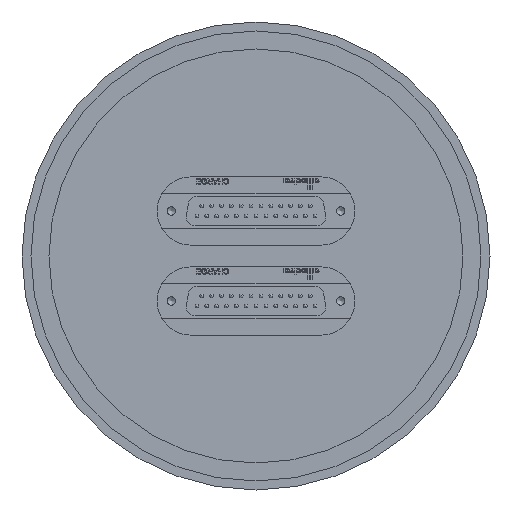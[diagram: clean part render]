
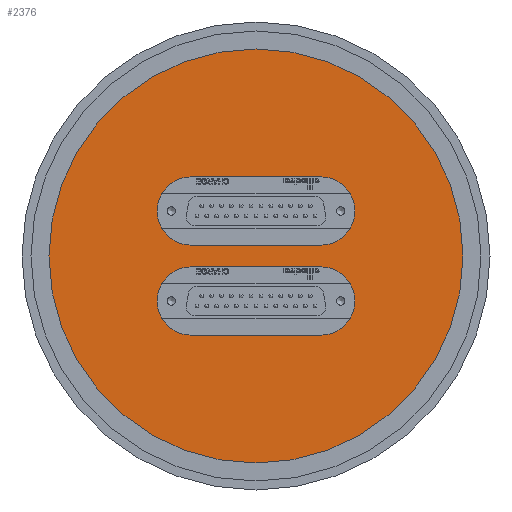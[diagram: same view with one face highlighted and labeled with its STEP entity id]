
A CAD part, front view. The second image highlights one B-rep face of the part: STEP entity #2376.
In plain terms, the highlighted planar face has unit normal (0, -1, 0).
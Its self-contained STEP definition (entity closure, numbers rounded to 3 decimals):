
#138 = DIRECTION ( 'NONE',  ( 1., 0., 0. ) ) ;
#352 = DIRECTION ( 'NONE',  ( 1., 0., 0. ) ) ;
#456 = AXIS2_PLACEMENT_3D ( 'NONE', #3446, #4267, #11956 ) ;
#470 = ORIENTED_EDGE ( 'NONE', *, *, #6471, .T. ) ;
#519 = LINE ( 'NONE', #6125, #980 ) ;
#611 = EDGE_LOOP ( 'NONE', ( #10934, #5321 ) ) ;
#614 = ORIENTED_EDGE ( 'NONE', *, *, #10584, .T. ) ;
#650 = DIRECTION ( 'NONE',  ( 0., -1., 0. ) ) ;
#874 = EDGE_CURVE ( 'NONE', #7728, #3813, #8385, .T. ) ;
#945 = CARTESIAN_POINT ( 'NONE',  ( -18., -12., -3. ) ) ;
#959 = EDGE_CURVE ( 'NONE', #1646, #2083, #2529, .T. ) ;
#980 = VECTOR ( 'NONE', #8092, 1000. ) ;
#1081 = EDGE_CURVE ( 'NONE', #7028, #7728, #7760, .T. ) ;
#1184 = CARTESIAN_POINT ( 'NONE',  ( 18., -12., 22. ) ) ;
#1338 = CARTESIAN_POINT ( 'NONE',  ( 0., -12., 0. ) ) ;
#1646 = VERTEX_POINT ( 'NONE', #6703 ) ;
#1811 = CIRCLE ( 'NONE', #9458, 57.5 ) ;
#1888 = EDGE_CURVE ( 'NONE', #2083, #7611, #2385, .T. ) ;
#1945 = DIRECTION ( 'NONE',  ( 0., 0., 1. ) ) ;
#2038 = CIRCLE ( 'NONE', #456, 57.5 ) ;
#2083 = VERTEX_POINT ( 'NONE', #12122 ) ;
#2284 = DIRECTION ( 'NONE',  ( 0., 0., -1. ) ) ;
#2376 = ADVANCED_FACE ( 'NONE', ( #3293, #10038, #6265 ), #9031, .T. ) ;
#2385 = LINE ( 'NONE', #6170, #12048 ) ;
#2529 = CIRCLE ( 'NONE', #9581, 9.5 ) ;
#2872 = VERTEX_POINT ( 'NONE', #945 ) ;
#3174 = DIRECTION ( 'NONE',  ( 0., 0., -1. ) ) ;
#3293 = FACE_BOUND ( 'NONE', #5377, .T. ) ;
#3390 = DIRECTION ( 'NONE',  ( 0., 1., 0. ) ) ;
#3446 = CARTESIAN_POINT ( 'NONE',  ( 0., -12., 0. ) ) ;
#3710 = CARTESIAN_POINT ( 'NONE',  ( -18., -12., 22. ) ) ;
#3813 = VERTEX_POINT ( 'NONE', #5841 ) ;
#3850 = ORIENTED_EDGE ( 'NONE', *, *, #9460, .T. ) ;
#4190 = CARTESIAN_POINT ( 'NONE',  ( -18., -12., -12.5 ) ) ;
#4216 = EDGE_CURVE ( 'NONE', #2872, #1646, #4290, .T. ) ;
#4267 = DIRECTION ( 'NONE',  ( 0., -1., 0. ) ) ;
#4290 = LINE ( 'NONE', #5293, #6363 ) ;
#4298 = DIRECTION ( 'NONE',  ( 0., -1., 0. ) ) ;
#4759 = ORIENTED_EDGE ( 'NONE', *, *, #1888, .T. ) ;
#5127 = VECTOR ( 'NONE', #138, 1000. ) ;
#5229 = EDGE_LOOP ( 'NONE', ( #3850, #8166, #6723, #4759 ) ) ;
#5293 = CARTESIAN_POINT ( 'NONE',  ( -18., -12., -3. ) ) ;
#5311 = DIRECTION ( 'NONE',  ( 0., 1., 0. ) ) ;
#5321 = ORIENTED_EDGE ( 'NONE', *, *, #9993, .T. ) ;
#5377 = EDGE_LOOP ( 'NONE', ( #614, #9684, #10073, #470 ) ) ;
#5796 = CARTESIAN_POINT ( 'NONE',  ( 18., -12., 12.5 ) ) ;
#5841 = CARTESIAN_POINT ( 'NONE',  ( 18., -12., 3. ) ) ;
#6125 = CARTESIAN_POINT ( 'NONE',  ( -18., -12., 3. ) ) ;
#6170 = CARTESIAN_POINT ( 'NONE',  ( -18., -12., -22. ) ) ;
#6265 = FACE_OUTER_BOUND ( 'NONE', #611, .T. ) ;
#6363 = VECTOR ( 'NONE', #352, 1000. ) ;
#6471 = EDGE_CURVE ( 'NONE', #3813, #11106, #519, .T. ) ;
#6671 = VERTEX_POINT ( 'NONE', #8517 ) ;
#6703 = CARTESIAN_POINT ( 'NONE',  ( 18., -12., -3. ) ) ;
#6723 = ORIENTED_EDGE ( 'NONE', *, *, #959, .T. ) ;
#6755 = DIRECTION ( 'NONE',  ( 0., 1., 0. ) ) ;
#6903 = CIRCLE ( 'NONE', #8500, 9.5 ) ;
#7028 = VERTEX_POINT ( 'NONE', #3710 ) ;
#7255 = DIRECTION ( 'NONE',  ( 0., 0., 1. ) ) ;
#7611 = VERTEX_POINT ( 'NONE', #8890 ) ;
#7728 = VERTEX_POINT ( 'NONE', #1184 ) ;
#7760 = LINE ( 'NONE', #8879, #5127 ) ;
#8092 = DIRECTION ( 'NONE',  ( -1., 0., 0. ) ) ;
#8116 = DIRECTION ( 'NONE',  ( 0., 0., 1. ) ) ;
#8166 = ORIENTED_EDGE ( 'NONE', *, *, #4216, .T. ) ;
#8385 = CIRCLE ( 'NONE', #8791, 9.5 ) ;
#8500 = AXIS2_PLACEMENT_3D ( 'NONE', #10726, #8591, #9593 ) ;
#8517 = CARTESIAN_POINT ( 'NONE',  ( 0., -12., -57.5 ) ) ;
#8591 = DIRECTION ( 'NONE',  ( 0., 1., 0. ) ) ;
#8791 = AXIS2_PLACEMENT_3D ( 'NONE', #5796, #6755, #1945 ) ;
#8879 = CARTESIAN_POINT ( 'NONE',  ( -18., -12., 22. ) ) ;
#8890 = CARTESIAN_POINT ( 'NONE',  ( -18., -12., -22. ) ) ;
#9031 = PLANE ( 'NONE',  #12276 ) ;
#9458 = AXIS2_PLACEMENT_3D ( 'NONE', #1338, #4298, #3174 ) ;
#9460 = EDGE_CURVE ( 'NONE', #7611, #2872, #10523, .T. ) ;
#9581 = AXIS2_PLACEMENT_3D ( 'NONE', #11080, #3390, #7255 ) ;
#9593 = DIRECTION ( 'NONE',  ( 0., 0., 1. ) ) ;
#9684 = ORIENTED_EDGE ( 'NONE', *, *, #1081, .T. ) ;
#9942 = DIRECTION ( 'NONE',  ( -1., 0., 0. ) ) ;
#9993 = EDGE_CURVE ( 'NONE', #12282, #6671, #2038, .T. ) ;
#10038 = FACE_BOUND ( 'NONE', #5229, .T. ) ;
#10073 = ORIENTED_EDGE ( 'NONE', *, *, #874, .T. ) ;
#10098 = CARTESIAN_POINT ( 'NONE',  ( 0., -12., -57.5 ) ) ;
#10523 = CIRCLE ( 'NONE', #10888, 9.5 ) ;
#10584 = EDGE_CURVE ( 'NONE', #11106, #7028, #6903, .T. ) ;
#10726 = CARTESIAN_POINT ( 'NONE',  ( -18., -12., 12.5 ) ) ;
#10780 = CARTESIAN_POINT ( 'NONE',  ( 0., -12., 57.5 ) ) ;
#10888 = AXIS2_PLACEMENT_3D ( 'NONE', #4190, #5311, #8116 ) ;
#10934 = ORIENTED_EDGE ( 'NONE', *, *, #11899, .T. ) ;
#11080 = CARTESIAN_POINT ( 'NONE',  ( 18., -12., -12.5 ) ) ;
#11106 = VERTEX_POINT ( 'NONE', #12381 ) ;
#11899 = EDGE_CURVE ( 'NONE', #6671, #12282, #1811, .T. ) ;
#11956 = DIRECTION ( 'NONE',  ( 0., 0., -1. ) ) ;
#12048 = VECTOR ( 'NONE', #9942, 1000. ) ;
#12122 = CARTESIAN_POINT ( 'NONE',  ( 18., -12., -22. ) ) ;
#12276 = AXIS2_PLACEMENT_3D ( 'NONE', #10098, #650, #2284 ) ;
#12282 = VERTEX_POINT ( 'NONE', #10780 ) ;
#12381 = CARTESIAN_POINT ( 'NONE',  ( -18., -12., 3. ) ) ;
